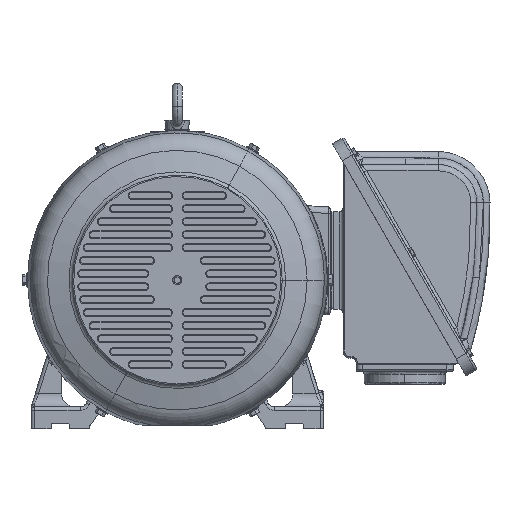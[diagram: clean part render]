
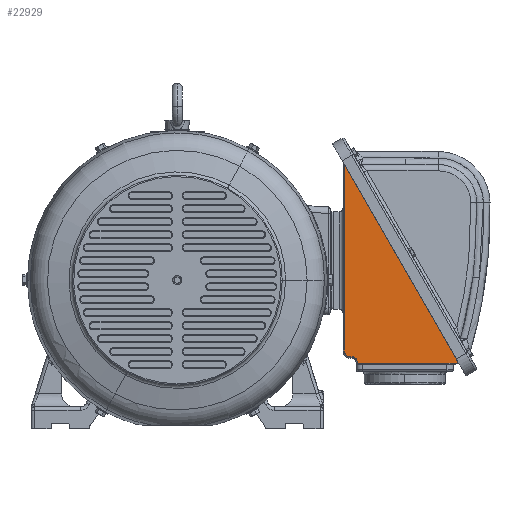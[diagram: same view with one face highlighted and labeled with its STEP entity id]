
A CAD part, front view. The second image highlights one B-rep face of the part: STEP entity #22929.
In plain terms, the highlighted planar face has unit normal (0, -1, 0).
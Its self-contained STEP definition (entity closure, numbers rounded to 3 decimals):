
#810 = CARTESIAN_POINT ( 'NONE',  ( 13.001, -120., -128. ) ) ;
#2214 = DIRECTION ( 'NONE',  ( 0.867, 0., 0.499 ) ) ;
#2442 = CARTESIAN_POINT ( 'NONE',  ( 269.012, -120., -126. ) ) ;
#4961 = CARTESIAN_POINT ( 'NONE',  ( 277.012, -120., -128. ) ) ;
#5066 = VECTOR ( 'NONE', #89625, 1000. ) ;
#5563 = LINE ( 'NONE', #810, #99737 ) ;
#5663 = DIRECTION ( 'NONE',  ( 0., 1., 0. ) ) ;
#9293 = CARTESIAN_POINT ( 'NONE',  ( 257.012, -120., -109. ) ) ;
#10808 = CARTESIAN_POINT ( 'NONE',  ( 257.012, -120., 52.864 ) ) ;
#11053 = LINE ( 'NONE', #19548, #27235 ) ;
#11334 = EDGE_CURVE ( 'NONE', #31525, #14046, #11053, .T. ) ;
#13003 = EDGE_CURVE ( 'NONE', #103138, #81474, #59211, .T. ) ;
#14046 = VERTEX_POINT ( 'NONE', #51072 ) ;
#15474 = EDGE_CURVE ( 'NONE', #81474, #96501, #107995, .T. ) ;
#15575 = VERTEX_POINT ( 'NONE', #79924 ) ;
#18195 = VECTOR ( 'NONE', #44392, 1000. ) ;
#18453 = VECTOR ( 'NONE', #48147, 1000. ) ;
#19548 = CARTESIAN_POINT ( 'NONE',  ( 195.039, -120., -263.501 ) ) ;
#22248 = EDGE_CURVE ( 'NONE', #42169, #15575, #90957, .T. ) ;
#22589 = LINE ( 'NONE', #47775, #18453 ) ;
#22929 = ADVANCED_FACE ( 'NONE', ( #105630 ), #76763, .F. ) ;
#25677 = CARTESIAN_POINT ( 'NONE',  ( 13.001, -120., -118. ) ) ;
#27235 = VECTOR ( 'NONE', #2214, 1000. ) ;
#28468 = EDGE_LOOP ( 'NONE', ( #55278, #81344, #65913, #108364, #56357, #78077, #37332, #71432 ) ) ;
#30558 = CARTESIAN_POINT ( 'NONE',  ( 430.527, -120., -128. ) ) ;
#31525 = VERTEX_POINT ( 'NONE', #30558 ) ;
#33702 = VECTOR ( 'NONE', #38959, 1000. ) ;
#37332 = ORIENTED_EDGE ( 'NONE', *, *, #96777, .T. ) ;
#38959 = DIRECTION ( 'NONE',  ( 0., 0., -1. ) ) ;
#42169 = VERTEX_POINT ( 'NONE', #67226 ) ;
#44392 = DIRECTION ( 'NONE',  ( 1., 0., 0. ) ) ;
#47775 = CARTESIAN_POINT ( 'NONE',  ( 277.012, -120., 52.864 ) ) ;
#48147 = DIRECTION ( 'NONE',  ( 0., 0., -1. ) ) ;
#51072 = CARTESIAN_POINT ( 'NONE',  ( 432.53, -120., -126.848 ) ) ;
#51510 = DIRECTION ( 'NONE',  ( 0., 0., -1. ) ) ;
#54285 = DIRECTION ( 'NONE',  ( 0., -1., 0. ) ) ;
#54999 = CARTESIAN_POINT ( 'NONE',  ( 252.985, -120., 185.184 ) ) ;
#55278 = ORIENTED_EDGE ( 'NONE', *, *, #11334, .T. ) ;
#56357 = ORIENTED_EDGE ( 'NONE', *, *, #64187, .T. ) ;
#57443 = LINE ( 'NONE', #54999, #5066 ) ;
#59211 = LINE ( 'NONE', #10808, #33702 ) ;
#60946 = DIRECTION ( 'NONE',  ( 1., 0., 0. ) ) ;
#61708 = AXIS2_PLACEMENT_3D ( 'NONE', #71987, #54285, #80300 ) ;
#63345 = DIRECTION ( 'NONE',  ( 0., 1., 0. ) ) ;
#64187 = EDGE_CURVE ( 'NONE', #96501, #42169, #98751, .T. ) ;
#65913 = ORIENTED_EDGE ( 'NONE', *, *, #13003, .T. ) ;
#67226 = CARTESIAN_POINT ( 'NONE',  ( 269.012, -120., -118. ) ) ;
#68274 = EDGE_CURVE ( 'NONE', #110613, #31525, #5563, .T. ) ;
#71432 = ORIENTED_EDGE ( 'NONE', *, *, #68274, .T. ) ;
#71987 = CARTESIAN_POINT ( 'NONE',  ( 266.012, -120., -109. ) ) ;
#76763 = PLANE ( 'NONE',  #83979 ) ;
#78077 = ORIENTED_EDGE ( 'NONE', *, *, #22248, .T. ) ;
#79924 = CARTESIAN_POINT ( 'NONE',  ( 277.012, -120., -126. ) ) ;
#80300 = DIRECTION ( 'NONE',  ( 0., 0., -1. ) ) ;
#80315 = DIRECTION ( 'NONE',  ( 0., 0., -1. ) ) ;
#81344 = ORIENTED_EDGE ( 'NONE', *, *, #82510, .T. ) ;
#81474 = VERTEX_POINT ( 'NONE', #9293 ) ;
#82174 = CARTESIAN_POINT ( 'NONE',  ( 257.012, -120., 178.186 ) ) ;
#82510 = EDGE_CURVE ( 'NONE', #14046, #103138, #57443, .T. ) ;
#83979 = AXIS2_PLACEMENT_3D ( 'NONE', #94019, #5663, #51510 ) ;
#89625 = DIRECTION ( 'NONE',  ( -0.499, 0., 0.867 ) ) ;
#90957 = CIRCLE ( 'NONE', #97598, 8. ) ;
#94019 = CARTESIAN_POINT ( 'NONE',  ( 13.001, -120., 52.864 ) ) ;
#96501 = VERTEX_POINT ( 'NONE', #102374 ) ;
#96777 = EDGE_CURVE ( 'NONE', #15575, #110613, #22589, .T. ) ;
#97598 = AXIS2_PLACEMENT_3D ( 'NONE', #2442, #63345, #80315 ) ;
#98751 = LINE ( 'NONE', #25677, #18195 ) ;
#99737 = VECTOR ( 'NONE', #60946, 1000. ) ;
#102374 = CARTESIAN_POINT ( 'NONE',  ( 266.012, -120., -118. ) ) ;
#103138 = VERTEX_POINT ( 'NONE', #82174 ) ;
#105630 = FACE_OUTER_BOUND ( 'NONE', #28468, .T. ) ;
#107995 = CIRCLE ( 'NONE', #61708, 9. ) ;
#108364 = ORIENTED_EDGE ( 'NONE', *, *, #15474, .T. ) ;
#110613 = VERTEX_POINT ( 'NONE', #4961 ) ;
